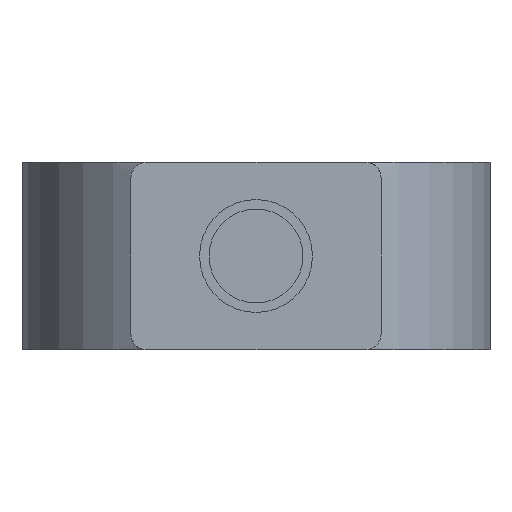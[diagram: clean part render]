
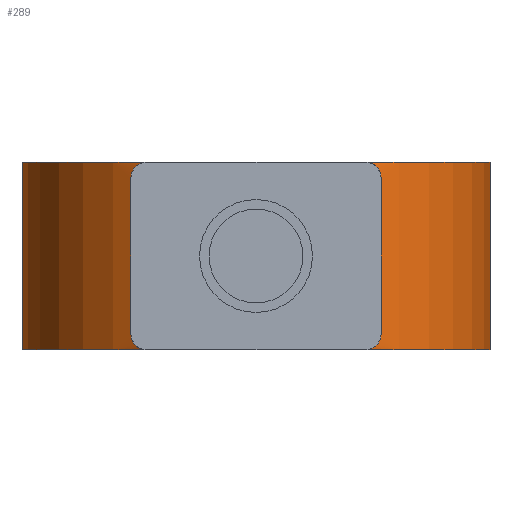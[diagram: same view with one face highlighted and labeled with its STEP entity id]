
A CAD part, front view. The second image highlights one B-rep face of the part: STEP entity #289.
In plain terms, the highlighted cylindrical face has radius 3.75 mm (diameter 7.5 mm), a partial arc.
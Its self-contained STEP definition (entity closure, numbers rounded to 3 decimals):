
#18=B_SPLINE_CURVE_WITH_KNOTS('',3,(#415,#416,#417,#418,#419,#420,#421,
#422,#423,#424),.UNSPECIFIED.,.F.,.F.,(4,2,2,2,4),(0.08,0.09,
0.099,0.11,0.121),.UNSPECIFIED.);
#20=B_SPLINE_CURVE_WITH_KNOTS('',3,(#464,#465,#466,#467,#468,#469,#470,
#471,#472,#473),.UNSPECIFIED.,.F.,.F.,(4,2,2,2,4),(-0.041,
-0.03,-0.019,-0.009,0.),
 .UNSPECIFIED.);
#22=B_SPLINE_CURVE_WITH_KNOTS('',3,(#498,#499,#500,#501,#502,#503,#504,
#505,#506,#507),.UNSPECIFIED.,.F.,.F.,(4,2,2,2,4),(0.,0.009,
0.019,0.03,0.041),.UNSPECIFIED.);
#23=B_SPLINE_CURVE_WITH_KNOTS('',3,(#512,#513,#514,#515,#516,#517,#518,
#519,#520,#521),.UNSPECIFIED.,.F.,.F.,(4,2,2,2,4),(0.04,0.051,
0.062,0.071,0.08),.UNSPECIFIED.);
#56=FACE_OUTER_BOUND('',#77,.T.);
#77=EDGE_LOOP('',(#258,#259,#260,#261,#262,#263,#264,#265));
#93=LINE('',#767,#110);
#94=LINE('',#769,#111);
#110=VECTOR('',#392,10.);
#111=VECTOR('',#395,10.);
#116=CIRCLE('',#312,3.75);
#120=CIRCLE('',#319,3.75);
#128=VERTEX_POINT('',#412);
#129=VERTEX_POINT('',#414);
#130=VERTEX_POINT('',#427);
#138=VERTEX_POINT('',#461);
#139=VERTEX_POINT('',#463);
#140=VERTEX_POINT('',#476);
#142=VERTEX_POINT('',#497);
#143=VERTEX_POINT('',#510);
#155=EDGE_CURVE('',#128,#129,#18,.F.);
#157=EDGE_CURVE('',#130,#128,#116,.T.);
#168=EDGE_CURVE('',#138,#139,#20,.F.);
#170=EDGE_CURVE('',#140,#139,#120,.T.);
#173=EDGE_CURVE('',#140,#142,#22,.F.);
#176=EDGE_CURVE('',#143,#130,#23,.F.);
#186=EDGE_CURVE('',#142,#143,#93,.T.);
#187=EDGE_CURVE('',#138,#129,#94,.T.);
#258=ORIENTED_EDGE('',*,*,#170,.T.);
#259=ORIENTED_EDGE('',*,*,#168,.F.);
#260=ORIENTED_EDGE('',*,*,#187,.T.);
#261=ORIENTED_EDGE('',*,*,#155,.F.);
#262=ORIENTED_EDGE('',*,*,#157,.F.);
#263=ORIENTED_EDGE('',*,*,#176,.F.);
#264=ORIENTED_EDGE('',*,*,#186,.F.);
#265=ORIENTED_EDGE('',*,*,#173,.F.);
#272=CYLINDRICAL_SURFACE('',#328,3.75);
#289=ADVANCED_FACE('',(#56),#272,.T.);
#312=AXIS2_PLACEMENT_3D('',#428,#350,#351);
#319=AXIS2_PLACEMENT_3D('',#477,#371,#372);
#328=AXIS2_PLACEMENT_3D('',#770,#396,#397);
#350=DIRECTION('center_axis',(0.,0.,1.));
#351=DIRECTION('ref_axis',(1.,0.,0.));
#371=DIRECTION('center_axis',(0.,0.,1.));
#372=DIRECTION('ref_axis',(1.,0.,0.));
#392=DIRECTION('',(0.,0.,1.));
#395=DIRECTION('',(0.,0.,1.));
#396=DIRECTION('center_axis',(0.,0.,1.));
#397=DIRECTION('ref_axis',(0.,1.,0.));
#412=CARTESIAN_POINT('',(-1.75,-3.317,3.));
#414=CARTESIAN_POINT('',(-2.,-3.172,2.75));
#415=CARTESIAN_POINT('Ctrl Pts',(-2.,-3.172,2.75));
#416=CARTESIAN_POINT('Ctrl Pts',(-2.,-3.172,2.781));
#417=CARTESIAN_POINT('Ctrl Pts',(-1.994,-3.176,2.814));
#418=CARTESIAN_POINT('Ctrl Pts',(-1.97,-3.191,2.874));
#419=CARTESIAN_POINT('Ctrl Pts',(-1.952,-3.202,2.901));
#420=CARTESIAN_POINT('Ctrl Pts',(-1.909,-3.228,2.946));
#421=CARTESIAN_POINT('Ctrl Pts',(-1.88,-3.245,2.967));
#422=CARTESIAN_POINT('Ctrl Pts',(-1.816,-3.281,2.993));
#423=CARTESIAN_POINT('Ctrl Pts',(-1.782,-3.3,3.));
#424=CARTESIAN_POINT('Ctrl Pts',(-1.75,-3.317,3.));
#427=CARTESIAN_POINT('',(1.75,-3.317,3.));
#428=CARTESIAN_POINT('Origin',(0.,0.,3.));
#461=CARTESIAN_POINT('',(-2.,-3.172,0.25));
#463=CARTESIAN_POINT('',(-1.75,-3.317,0.));
#464=CARTESIAN_POINT('Ctrl Pts',(-1.75,-3.317,0.));
#465=CARTESIAN_POINT('Ctrl Pts',(-1.782,-3.3,0.));
#466=CARTESIAN_POINT('Ctrl Pts',(-1.816,-3.281,0.007));
#467=CARTESIAN_POINT('Ctrl Pts',(-1.88,-3.245,0.033));
#468=CARTESIAN_POINT('Ctrl Pts',(-1.909,-3.228,0.054));
#469=CARTESIAN_POINT('Ctrl Pts',(-1.952,-3.202,0.099));
#470=CARTESIAN_POINT('Ctrl Pts',(-1.97,-3.191,0.126));
#471=CARTESIAN_POINT('Ctrl Pts',(-1.994,-3.176,0.186));
#472=CARTESIAN_POINT('Ctrl Pts',(-2.,-3.172,0.219));
#473=CARTESIAN_POINT('Ctrl Pts',(-2.,-3.172,0.25));
#476=CARTESIAN_POINT('',(1.75,-3.317,0.));
#477=CARTESIAN_POINT('Origin',(0.,0.,0.));
#497=CARTESIAN_POINT('',(2.,-3.172,0.25));
#498=CARTESIAN_POINT('Ctrl Pts',(2.,-3.172,0.25));
#499=CARTESIAN_POINT('Ctrl Pts',(2.,-3.172,0.219));
#500=CARTESIAN_POINT('Ctrl Pts',(1.994,-3.176,0.186));
#501=CARTESIAN_POINT('Ctrl Pts',(1.97,-3.191,0.126));
#502=CARTESIAN_POINT('Ctrl Pts',(1.952,-3.202,0.099));
#503=CARTESIAN_POINT('Ctrl Pts',(1.909,-3.228,0.054));
#504=CARTESIAN_POINT('Ctrl Pts',(1.88,-3.245,0.033));
#505=CARTESIAN_POINT('Ctrl Pts',(1.816,-3.281,0.007));
#506=CARTESIAN_POINT('Ctrl Pts',(1.782,-3.3,0.));
#507=CARTESIAN_POINT('Ctrl Pts',(1.75,-3.317,0.));
#510=CARTESIAN_POINT('',(2.,-3.172,2.75));
#512=CARTESIAN_POINT('Ctrl Pts',(1.75,-3.317,3.));
#513=CARTESIAN_POINT('Ctrl Pts',(1.782,-3.3,3.));
#514=CARTESIAN_POINT('Ctrl Pts',(1.816,-3.281,2.993));
#515=CARTESIAN_POINT('Ctrl Pts',(1.88,-3.245,2.967));
#516=CARTESIAN_POINT('Ctrl Pts',(1.909,-3.228,2.946));
#517=CARTESIAN_POINT('Ctrl Pts',(1.952,-3.202,2.901));
#518=CARTESIAN_POINT('Ctrl Pts',(1.97,-3.191,2.874));
#519=CARTESIAN_POINT('Ctrl Pts',(1.994,-3.176,2.814));
#520=CARTESIAN_POINT('Ctrl Pts',(2.,-3.172,2.781));
#521=CARTESIAN_POINT('Ctrl Pts',(2.,-3.172,2.75));
#767=CARTESIAN_POINT('',(2.,-3.172,0.));
#769=CARTESIAN_POINT('',(-2.,-3.172,0.));
#770=CARTESIAN_POINT('Origin',(0.,0.,0.));
